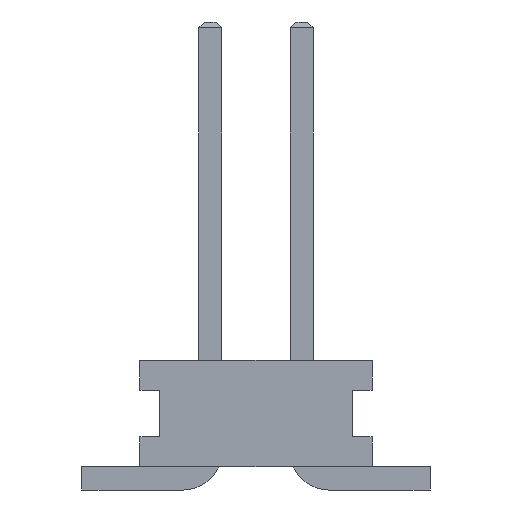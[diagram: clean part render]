
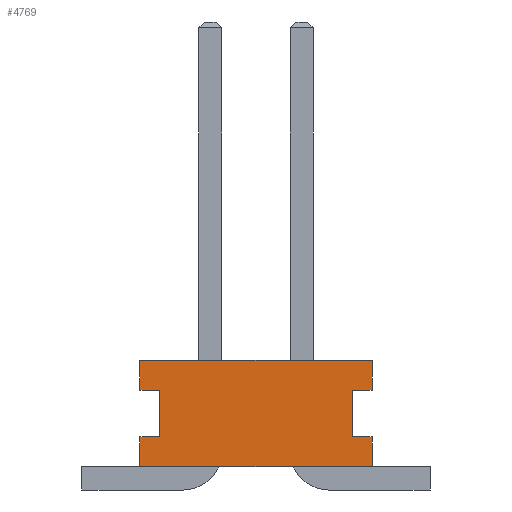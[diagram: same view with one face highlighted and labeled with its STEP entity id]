
A CAD part, front view. The second image highlights one B-rep face of the part: STEP entity #4769.
In plain terms, the highlighted planar face has unit normal (0, -1, 0).
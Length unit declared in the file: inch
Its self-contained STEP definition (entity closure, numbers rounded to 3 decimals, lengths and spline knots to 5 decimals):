
#344=DIRECTION('',(-1.,0.,0.));
#345=VECTOR('',#344,0.12);
#346=CARTESIAN_POINT('',(0.06,-0.07875,0.012));
#347=LINE('',#346,#345);
#348=DIRECTION('',(0.,0.,1.));
#349=VECTOR('',#348,0.0155);
#350=CARTESIAN_POINT('',(-0.06,-0.07875,0.012));
#351=LINE('',#350,#349);
#352=DIRECTION('',(0.,0.,1.));
#353=VECTOR('',#352,0.0155);
#354=CARTESIAN_POINT('',(-0.06,-0.07875,0.0515));
#355=LINE('',#354,#353);
#356=DIRECTION('',(1.,0.,0.));
#357=VECTOR('',#356,0.12);
#358=CARTESIAN_POINT('',(-0.06,-0.07875,0.067));
#359=LINE('',#358,#357);
#360=DIRECTION('',(0.,0.,-1.));
#361=VECTOR('',#360,0.0155);
#362=CARTESIAN_POINT('',(0.06,-0.07875,0.067));
#363=LINE('',#362,#361);
#364=DIRECTION('',(0.,0.,-1.));
#365=VECTOR('',#364,0.024);
#366=CARTESIAN_POINT('',(0.05,-0.07875,0.0515));
#367=LINE('',#366,#365);
#368=DIRECTION('',(-1.,0.,0.));
#369=VECTOR('',#368,0.01);
#370=CARTESIAN_POINT('',(0.06,-0.07875,0.0275));
#371=LINE('',#370,#369);
#464=DIRECTION('',(1.,0.,0.));
#465=VECTOR('',#464,0.01);
#466=CARTESIAN_POINT('',(0.05,-0.07875,0.0515));
#467=LINE('',#466,#465);
#816=DIRECTION('',(0.,0.,1.));
#817=VECTOR('',#816,0.0155);
#818=CARTESIAN_POINT('',(0.06,-0.07875,0.012));
#819=LINE('',#818,#817);
#1308=DIRECTION('',(-1.,0.,0.));
#1309=VECTOR('',#1308,0.01);
#1310=CARTESIAN_POINT('',(-0.05,-0.07875,0.0275));
#1311=LINE('',#1310,#1309);
#1764=DIRECTION('',(1.,0.,0.));
#1765=VECTOR('',#1764,0.01);
#1766=CARTESIAN_POINT('',(-0.06,-0.07875,0.0515));
#1767=LINE('',#1766,#1765);
#1848=DIRECTION('',(0.,0.,-1.));
#1849=VECTOR('',#1848,0.024);
#1850=CARTESIAN_POINT('',(-0.05,-0.07875,0.0515));
#1851=LINE('',#1850,#1849);
#3420=CARTESIAN_POINT('',(0.06,-0.07875,0.067));
#3421=VERTEX_POINT('',#3420);
#3422=CARTESIAN_POINT('',(-0.06,-0.07875,0.067));
#3423=VERTEX_POINT('',#3422);
#3488=CARTESIAN_POINT('',(0.06,-0.07875,0.012));
#3489=VERTEX_POINT('',#3488);
#3490=CARTESIAN_POINT('',(-0.06,-0.07875,0.012));
#3491=VERTEX_POINT('',#3490);
#3588=CARTESIAN_POINT('',(0.05,-0.07875,0.0275));
#3590=VERTEX_POINT('',#3588);
#3594=CARTESIAN_POINT('',(0.05,-0.07875,0.0515));
#3595=VERTEX_POINT('',#3594);
#3730=CARTESIAN_POINT('',(0.06,-0.07875,0.0515));
#3731=VERTEX_POINT('',#3730);
#3734=CARTESIAN_POINT('',(-0.06,-0.07875,0.0275));
#3735=VERTEX_POINT('',#3734);
#3746=CARTESIAN_POINT('',(-0.06,-0.07875,0.0515));
#3747=VERTEX_POINT('',#3746);
#3750=CARTESIAN_POINT('',(0.06,-0.07875,0.0275));
#3751=VERTEX_POINT('',#3750);
#3752=CARTESIAN_POINT('',(-0.05,-0.07875,0.0515));
#3753=VERTEX_POINT('',#3752);
#3754=CARTESIAN_POINT('',(-0.05,-0.07875,0.0275));
#3755=VERTEX_POINT('',#3754);
#4740=CARTESIAN_POINT('',(0.,-0.07875,0.0395));
#4741=DIRECTION('',(0.,-1.,0.));
#4742=DIRECTION('',(-1.,0.,0.));
#4743=AXIS2_PLACEMENT_3D('',#4740,#4741,#4742);
#4744=PLANE('',#4743);
#4746=ORIENTED_EDGE('',*,*,#4745,.F.);
#4748=ORIENTED_EDGE('',*,*,#4747,.F.);
#4750=ORIENTED_EDGE('',*,*,#4749,.T.);
#4752=ORIENTED_EDGE('',*,*,#4751,.T.);
#4754=ORIENTED_EDGE('',*,*,#4753,.F.);
#4756=ORIENTED_EDGE('',*,*,#4755,.F.);
#4758=ORIENTED_EDGE('',*,*,#4757,.F.);
#4759=ORIENTED_EDGE('',*,*,#4724,.T.);
#4760=ORIENTED_EDGE('',*,*,#3857,.T.);
#4762=ORIENTED_EDGE('',*,*,#4761,.T.);
#4764=ORIENTED_EDGE('',*,*,#4763,.F.);
#4766=ORIENTED_EDGE('',*,*,#4765,.T.);
#4767=EDGE_LOOP('',(#4746,#4748,#4750,#4752,#4754,#4756,#4758,#4759,#4760,#4762,
#4764,#4766));
#4768=FACE_OUTER_BOUND('',#4767,.F.);
#4769=ADVANCED_FACE('',(#4768),#4744,.T.);
#3857=EDGE_CURVE('',#3423,#3421,#359,.T.);
#4724=EDGE_CURVE('',#3747,#3423,#355,.T.);
#4745=EDGE_CURVE('',#3751,#3590,#371,.T.);
#4747=EDGE_CURVE('',#3489,#3751,#819,.T.);
#4749=EDGE_CURVE('',#3489,#3491,#347,.T.);
#4751=EDGE_CURVE('',#3491,#3735,#351,.T.);
#4753=EDGE_CURVE('',#3755,#3735,#1311,.T.);
#4755=EDGE_CURVE('',#3753,#3755,#1851,.T.);
#4757=EDGE_CURVE('',#3747,#3753,#1767,.T.);
#4761=EDGE_CURVE('',#3421,#3731,#363,.T.);
#4763=EDGE_CURVE('',#3595,#3731,#467,.T.);
#4765=EDGE_CURVE('',#3595,#3590,#367,.T.);
